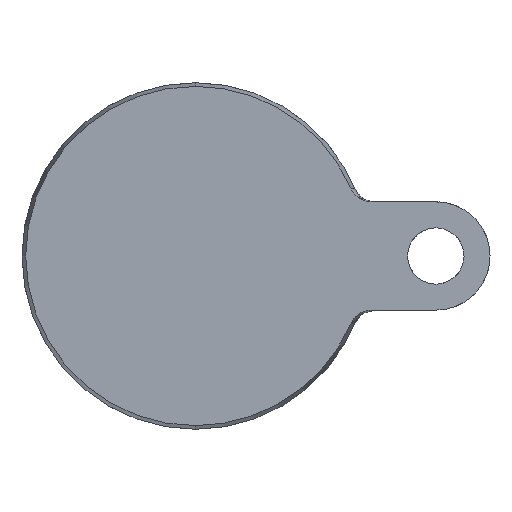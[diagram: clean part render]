
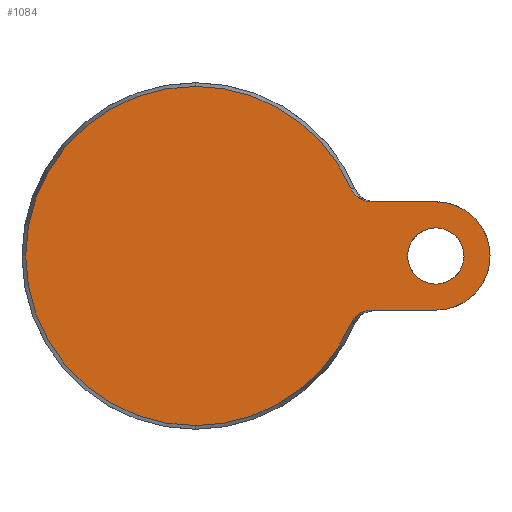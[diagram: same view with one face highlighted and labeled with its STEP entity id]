
A CAD part, front view. The second image highlights one B-rep face of the part: STEP entity #1084.
In plain terms, the highlighted planar face has unit normal (0, -1, 0).
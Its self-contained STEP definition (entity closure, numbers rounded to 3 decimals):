
#14 = CIRCLE ( 'NONE', #687, 12.5 ) ;
#21 = DIRECTION ( 'NONE',  ( 0., -1., 0. ) ) ;
#45 = VERTEX_POINT ( 'NONE', #1254 ) ;
#51 = EDGE_CURVE ( 'NONE', #45, #501, #1080, .T. ) ;
#60 = CARTESIAN_POINT ( 'NONE',  ( 37.591, 0., -13.458 ) ) ;
#81 = CARTESIAN_POINT ( 'NONE',  ( 38.663, 0., -12.866 ) ) ;
#90 = CARTESIAN_POINT ( 'NONE',  ( 36.124, 0., -15.081 ) ) ;
#96 = DIRECTION ( 'NONE',  ( 1., 0., 0. ) ) ;
#101 = AXIS2_PLACEMENT_3D ( 'NONE', #414, #309, #847 ) ;
#112 = CARTESIAN_POINT ( 'NONE',  ( 37.032, 0., 13.927 ) ) ;
#118 = LINE ( 'NONE', #529, #1110 ) ;
#119 = ORIENTED_EDGE ( 'NONE', *, *, #525, .T. ) ;
#132 = CARTESIAN_POINT ( 'NONE',  ( 36.124, 0., 15.081 ) ) ;
#157 = ORIENTED_EDGE ( 'NONE', *, *, #1229, .F. ) ;
#161 = PLANE ( 'NONE',  #376 ) ;
#174 = CARTESIAN_POINT ( 'NONE',  ( 38.891, 0., -12.781 ) ) ;
#198 = DIRECTION ( 'NONE',  ( 0., -1., 0. ) ) ;
#199 = VERTEX_POINT ( 'NONE', #364 ) ;
#222 = CARTESIAN_POINT ( 'NONE',  ( 40.579, 0., -12.5 ) ) ;
#233 = DIRECTION ( 'NONE',  ( 0., 0., -1. ) ) ;
#244 = EDGE_CURVE ( 'NONE', #501, #45, #535, .T. ) ;
#267 = FACE_OUTER_BOUND ( 'NONE', #382, .T. ) ;
#284 = CARTESIAN_POINT ( 'NONE',  ( 37.031, 0., -13.929 ) ) ;
#309 = DIRECTION ( 'NONE',  ( 0., 1., 0. ) ) ;
#322 = DIRECTION ( 'NONE',  ( -1., 0., 0. ) ) ;
#326 = CIRCLE ( 'NONE', #368, 39.143 ) ;
#337 = CARTESIAN_POINT ( 'NONE',  ( 0., 0., 0. ) ) ;
#341 = DIRECTION ( 'NONE',  ( 0., -1., 0. ) ) ;
#344 = ORIENTED_EDGE ( 'NONE', *, *, #977, .F. ) ;
#364 = CARTESIAN_POINT ( 'NONE',  ( 35.928, 0., -15.535 ) ) ;
#365 = CARTESIAN_POINT ( 'NONE',  ( 55.5, 0., 0. ) ) ;
#368 = AXIS2_PLACEMENT_3D ( 'NONE', #337, #198, #1375 ) ;
#374 = AXIS2_PLACEMENT_3D ( 'NONE', #661, #341, #233 ) ;
#376 = AXIS2_PLACEMENT_3D ( 'NONE', #932, #702, #1123 ) ;
#381 = CARTESIAN_POINT ( 'NONE',  ( 38.218, 0., -13.072 ) ) ;
#382 = EDGE_LOOP ( 'NONE', ( #497, #1101, #1072, #393, #119, #756, #157, #344 ) ) ;
#393 = ORIENTED_EDGE ( 'NONE', *, *, #502, .T. ) ;
#414 = CARTESIAN_POINT ( 'NONE',  ( 55.5, 0., 0. ) ) ;
#417 = CARTESIAN_POINT ( 'NONE',  ( 40.085, 0., 12.5 ) ) ;
#423 = CARTESIAN_POINT ( 'NONE',  ( 40.579, 0., 12.5 ) ) ;
#429 = ORIENTED_EDGE ( 'NONE', *, *, #244, .T. ) ;
#433 = CARTESIAN_POINT ( 'NONE',  ( 38.008, 0., 13.187 ) ) ;
#471 = CARTESIAN_POINT ( 'NONE',  ( 35.928, 0., 15.535 ) ) ;
#472 = VERTEX_POINT ( 'NONE', #1055 ) ;
#496 = CARTESIAN_POINT ( 'NONE',  ( 38., 0., -13.192 ) ) ;
#497 = ORIENTED_EDGE ( 'NONE', *, *, #1146, .F. ) ;
#501 = VERTEX_POINT ( 'NONE', #675 ) ;
#502 = EDGE_CURVE ( 'NONE', #907, #784, #1129, .T. ) ;
#508 = FACE_BOUND ( 'NONE', #1011, .T. ) ;
#517 = CARTESIAN_POINT ( 'NONE',  ( 36.381, 0., -14.668 ) ) ;
#525 = EDGE_CURVE ( 'NONE', #784, #199, #1039, .T. ) ;
#529 = CARTESIAN_POINT ( 'NONE',  ( 15., 0., 12.5 ) ) ;
#535 = CIRCLE ( 'NONE', #1355, 6.5 ) ;
#537 = CARTESIAN_POINT ( 'NONE',  ( 37.4, 0., 13.603 ) ) ;
#560 = B_SPLINE_CURVE_WITH_KNOTS ( 'NONE', 3,
 ( #1066, #417, #850, #637, #751, #1170, #433, #1059, #537, #112, #965, #865, #132, #980 ),
 .UNSPECIFIED., .F., .F.,
 ( 4, 2, 2, 2, 2, 2, 4 ),
 ( 0., 0.001, 0.002, 0.003, 0.004, 0.004, 0.006 ),
 .UNSPECIFIED. ) ;
#609 = VERTEX_POINT ( 'NONE', #1024 ) ;
#614 = CARTESIAN_POINT ( 'NONE',  ( 40.579, 0., -12.5 ) ) ;
#637 = CARTESIAN_POINT ( 'NONE',  ( 38.897, 0., 12.778 ) ) ;
#661 = CARTESIAN_POINT ( 'NONE',  ( 0., 0., 0. ) ) ;
#675 = CARTESIAN_POINT ( 'NONE',  ( 55.5, 0., -6.5 ) ) ;
#687 = AXIS2_PLACEMENT_3D ( 'NONE', #365, #796, #1220 ) ;
#702 = DIRECTION ( 'NONE',  ( 0., 1., 0. ) ) ;
#704 = B_SPLINE_CURVE_WITH_KNOTS ( 'NONE', 3,
 ( #1022, #90, #517, #1351, #284, #720, #60, #496, #381, #81, #174, #1147, #819, #614 ),
 .UNSPECIFIED., .F., .F.,
 ( 4, 2, 2, 2, 2, 2, 4 ),
 ( 0., 0.001, 0.002, 0.003, 0.004, 0.004, 0.006 ),
 .UNSPECIFIED. ) ;
#720 = CARTESIAN_POINT ( 'NONE',  ( 37.397, 0., -13.606 ) ) ;
#741 = AXIS2_PLACEMENT_3D ( 'NONE', #1305, #21, #781 ) ;
#751 = CARTESIAN_POINT ( 'NONE',  ( 38.665, 0., 12.866 ) ) ;
#756 = ORIENTED_EDGE ( 'NONE', *, *, #1091, .T. ) ;
#781 = DIRECTION ( 'NONE',  ( 0., 0., -1. ) ) ;
#784 = VERTEX_POINT ( 'NONE', #1302 ) ;
#796 = DIRECTION ( 'NONE',  ( 0., 1., 0. ) ) ;
#797 = VERTEX_POINT ( 'NONE', #222 ) ;
#819 = CARTESIAN_POINT ( 'NONE',  ( 40.085, 0., -12.5 ) ) ;
#847 = DIRECTION ( 'NONE',  ( 0., 0., 1. ) ) ;
#850 = CARTESIAN_POINT ( 'NONE',  ( 39.603, 0., 12.57 ) ) ;
#865 = CARTESIAN_POINT ( 'NONE',  ( 36.388, 0., 14.659 ) ) ;
#885 = VERTEX_POINT ( 'NONE', #471 ) ;
#886 = CARTESIAN_POINT ( 'NONE',  ( 0., 0., 39.143 ) ) ;
#907 = VERTEX_POINT ( 'NONE', #886 ) ;
#932 = CARTESIAN_POINT ( 'NONE',  ( -39.143, 0., 0. ) ) ;
#965 = CARTESIAN_POINT ( 'NONE',  ( 36.861, 0., 14.101 ) ) ;
#977 = EDGE_CURVE ( 'NONE', #609, #472, #14, .T. ) ;
#980 = CARTESIAN_POINT ( 'NONE',  ( 35.928, 0., 15.535 ) ) ;
#1011 = EDGE_LOOP ( 'NONE', ( #429, #1216 ) ) ;
#1022 = CARTESIAN_POINT ( 'NONE',  ( 35.928, 0., -15.535 ) ) ;
#1024 = CARTESIAN_POINT ( 'NONE',  ( 55.5, 0., 12.5 ) ) ;
#1039 = CIRCLE ( 'NONE', #374, 39.143 ) ;
#1055 = CARTESIAN_POINT ( 'NONE',  ( 55.5, 0., -12.5 ) ) ;
#1059 = CARTESIAN_POINT ( 'NONE',  ( 37.598, 0., 13.453 ) ) ;
#1066 = CARTESIAN_POINT ( 'NONE',  ( 40.579, 0., 12.5 ) ) ;
#1072 = ORIENTED_EDGE ( 'NONE', *, *, #1252, .T. ) ;
#1080 = CIRCLE ( 'NONE', #101, 6.5 ) ;
#1084 = ADVANCED_FACE ( 'NONE', ( #267, #508 ), #161, .F. ) ;
#1091 = EDGE_CURVE ( 'NONE', #199, #797, #704, .T. ) ;
#1101 = ORIENTED_EDGE ( 'NONE', *, *, #1274, .T. ) ;
#1110 = VECTOR ( 'NONE', #96, 1000. ) ;
#1123 = DIRECTION ( 'NONE',  ( 0., 0., 1. ) ) ;
#1129 = CIRCLE ( 'NONE', #741, 39.143 ) ;
#1146 = EDGE_CURVE ( 'NONE', #1257, #609, #118, .T. ) ;
#1147 = CARTESIAN_POINT ( 'NONE',  ( 39.592, 0., -12.572 ) ) ;
#1158 = VECTOR ( 'NONE', #322, 1000. ) ;
#1169 = DIRECTION ( 'NONE',  ( 0., 0., 1. ) ) ;
#1170 = CARTESIAN_POINT ( 'NONE',  ( 38.221, 0., 13.07 ) ) ;
#1216 = ORIENTED_EDGE ( 'NONE', *, *, #51, .T. ) ;
#1220 = DIRECTION ( 'NONE',  ( 0., 0., -1. ) ) ;
#1229 = EDGE_CURVE ( 'NONE', #472, #797, #1281, .T. ) ;
#1252 = EDGE_CURVE ( 'NONE', #885, #907, #326, .T. ) ;
#1254 = CARTESIAN_POINT ( 'NONE',  ( 55.5, 0., 6.5 ) ) ;
#1257 = VERTEX_POINT ( 'NONE', #423 ) ;
#1274 = EDGE_CURVE ( 'NONE', #1257, #885, #560, .T. ) ;
#1281 = LINE ( 'NONE', #1382, #1158 ) ;
#1302 = CARTESIAN_POINT ( 'NONE',  ( 0., 0., -39.143 ) ) ;
#1305 = CARTESIAN_POINT ( 'NONE',  ( 0., 0., 0. ) ) ;
#1351 = CARTESIAN_POINT ( 'NONE',  ( 36.857, 0., -14.106 ) ) ;
#1355 = AXIS2_PLACEMENT_3D ( 'NONE', #1380, #1367, #1169 ) ;
#1367 = DIRECTION ( 'NONE',  ( 0., 1., 0. ) ) ;
#1375 = DIRECTION ( 'NONE',  ( 0., 0., -1. ) ) ;
#1380 = CARTESIAN_POINT ( 'NONE',  ( 55.5, 0., 0. ) ) ;
#1382 = CARTESIAN_POINT ( 'NONE',  ( 15., 0., -12.5 ) ) ;
